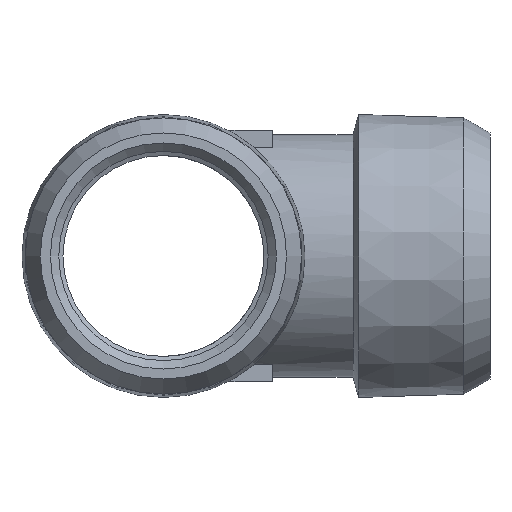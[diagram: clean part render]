
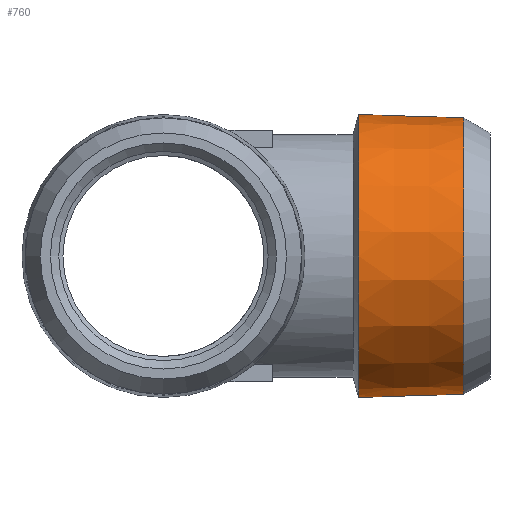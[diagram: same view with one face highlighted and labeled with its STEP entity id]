
A CAD part, left-side view. The second image highlights one B-rep face of the part: STEP entity #760.
In plain terms, the highlighted conical face has half-angle 1.79 degrees and reference radius 16.5 mm.
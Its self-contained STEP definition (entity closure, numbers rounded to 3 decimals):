
#10 = DIRECTION ( 'NONE',  ( 0., 0., -1. ) ) ;
#11 = DIRECTION ( 'NONE',  ( 0., -1., 0. ) ) ;
#12 = CARTESIAN_POINT ( 'NONE',  ( 237.395, -28.69, -25. ) ) ;
#48 = CARTESIAN_POINT ( 'NONE',  ( 237.395, -41.271, -8.5 ) ) ;
#54 = CARTESIAN_POINT ( 'NONE',  ( 237.395, -28.69, -41.893 ) ) ;
#184 = DIRECTION ( 'NONE',  ( 0., 0., 1. ) ) ;
#185 = DIRECTION ( 'NONE',  ( 0., -1., 0. ) ) ;
#187 = CARTESIAN_POINT ( 'NONE',  ( 237.395, -41.271, -25. ) ) ;
#214 = AXIS2_PLACEMENT_3D ( 'NONE', #429, #428, #434 ) ;
#428 = DIRECTION ( 'NONE',  ( 0., 1., 0. ) ) ;
#429 = CARTESIAN_POINT ( 'NONE',  ( 237.395, -41.271, -25. ) ) ;
#434 = DIRECTION ( 'NONE',  ( 0., 0., 1. ) ) ;
#487 = CIRCLE ( 'NONE', #728, 16.5 ) ;
#491 = CIRCLE ( 'NONE', #732, 16.893 ) ;
#629 = CONICAL_SURFACE ( 'NONE', #214, 16.5, 0.031 ) ;
#636 = FACE_OUTER_BOUND ( 'NONE', #882, .T. ) ;
#637 = FACE_BOUND ( 'NONE', #879, .T. ) ;
#659 = VERTEX_POINT ( 'NONE', #48 ) ;
#663 = VERTEX_POINT ( 'NONE', #54 ) ;
#728 = AXIS2_PLACEMENT_3D ( 'NONE', #187, #185, #184 ) ;
#732 = AXIS2_PLACEMENT_3D ( 'NONE', #12, #11, #10 ) ;
#760 = ADVANCED_FACE ( 'NONE', ( #636, #637 ), #629, .T. ) ;
#842 = EDGE_CURVE ( 'NONE', #663, #663, #491, .T. ) ;
#846 = EDGE_CURVE ( 'NONE', #659, #659, #487, .T. ) ;
#879 = EDGE_LOOP ( 'NONE', ( #1130 ) ) ;
#882 = EDGE_LOOP ( 'NONE', ( #1113 ) ) ;
#1113 = ORIENTED_EDGE ( 'NONE', *, *, #842, .T. ) ;
#1130 = ORIENTED_EDGE ( 'NONE', *, *, #846, .F. ) ;
